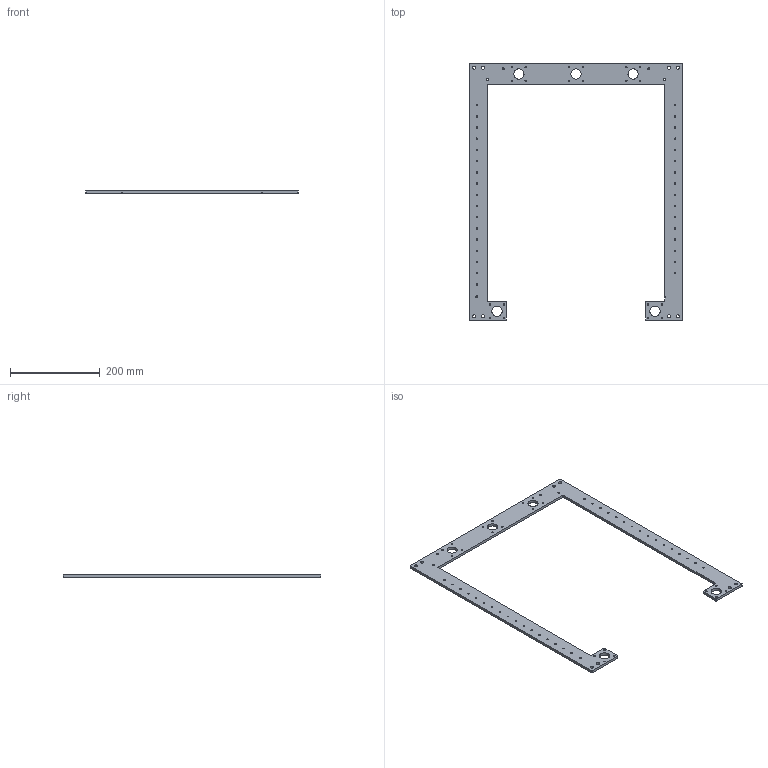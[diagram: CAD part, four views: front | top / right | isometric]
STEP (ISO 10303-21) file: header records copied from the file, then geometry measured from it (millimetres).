
FILE_DESCRIPTION(/* description */ ('Unknown'),/* implementation_level */ '2;1');
FILE_NAME(/* name */ 'GantryPlate',/* time_stamp */ '2023-04-15T10:03:46-04:00',/* author */ ('Unknown'),/* organization */ ('Unknown'),/* preprocessor_version */ 'ST-DEVELOPER v16.7',/* originating_system */ 'Solid Edge',/* authorisation */ 'Unknown');
FILE_SCHEMA (('AUTOMOTIVE_DESIGN {1 0 10303 214 3 1 1}'));
Length unit declared in the file: millimetre
Products named in the file (1): GantryPlate
Bounding box: 475 x 574.4 x 6 mm (x, y, z)
Volume: 393102.8 mm3; surface area: 158032.5 mm2
Topology: 1 solids, 1 shells, 99 faces, 324 edges, 227 vertices
Faces by surface type: cylinder 84, plane 15
Full cylindrical faces by diameter (mm): 3.4 x37, 3.6 x16, 4.5 x5, 7 x8, 23 x5
Entity records: 3352 total; most frequent: DIRECTION 588, CARTESIAN_POINT 514, ORIENTED_EDGE 440, EDGE_LOOP 312, FACE_BOUND 312, AXIS2_PLACEMENT_3D 268, EDGE_CURVE 220, VERTEX_POINT 194
